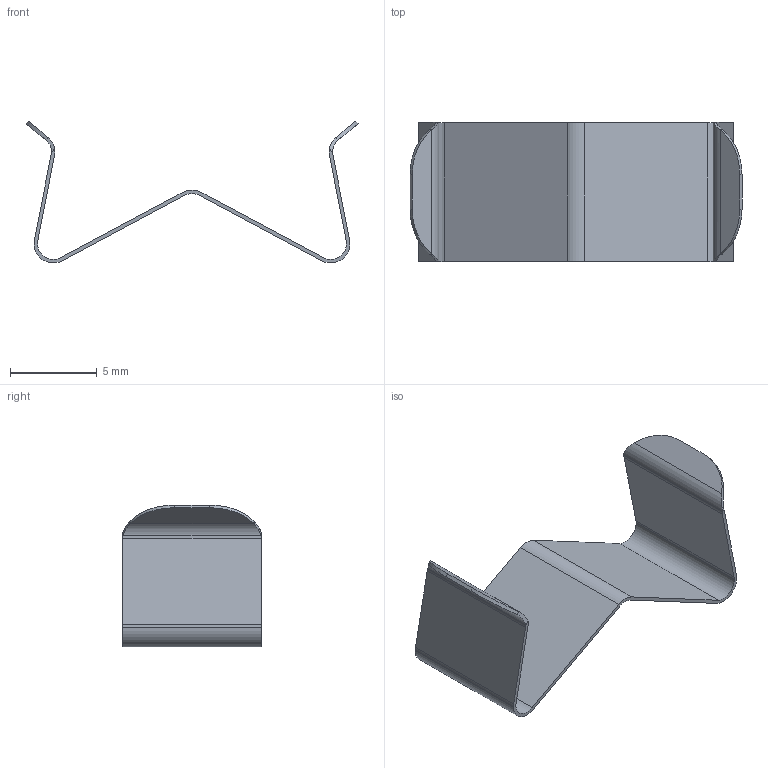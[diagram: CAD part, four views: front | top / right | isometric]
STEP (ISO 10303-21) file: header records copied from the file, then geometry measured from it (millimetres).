
FILE_DESCRIPTION(('STEP AP214'),'1');
FILE_NAME('cctmp_BD393A08-33D0-463B-9D9D-399E2A5239DD_2020_5_5_11_31_22_264..stp','2020-05-05T09:31:22',('Bosch Rexroth AG'),('CADClick - www.CADClick.com'),'Spatial InterOp 3D',' ','unknown authorization - (Healing Option Enabled)');
FILE_SCHEMA(('AUTOMOTIVE_DESIGN'));
Length unit declared in the file: millimetre
Products named in the file (1): 2020_05_05__11-31-22-264
Bounding box: 19.13 x 8 x 8.18 mm (x, y, z)
Volume: 57 mm3; surface area: 587.2 mm2
Topology: 1 solids, 1 shells, 42 faces, 120 edges, 80 vertices
Faces by surface type: cylinder 22, plane 20
Entity records: 1764 total; most frequent: DIRECTION 266, CARTESIAN_POINT 243, ORIENTED_EDGE 240, EDGE_CURVE 120, AXIS2_PLACEMENT_3D 103, VERTEX_POINT 80, LINE 60, VECTOR 60
